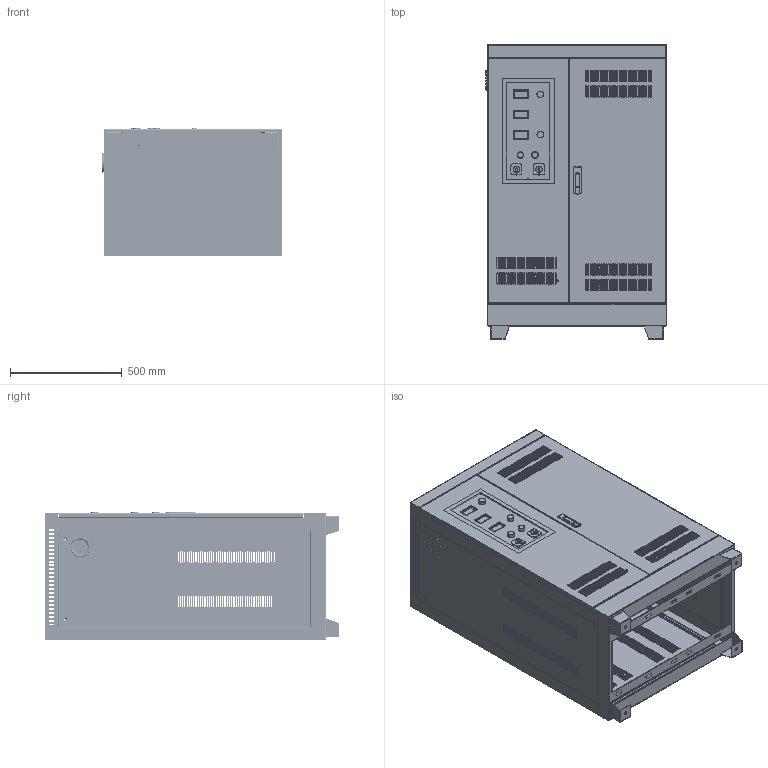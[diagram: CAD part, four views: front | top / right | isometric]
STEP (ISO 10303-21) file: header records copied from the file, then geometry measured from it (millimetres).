
FILE_DESCRIPTION (( 'STEP AP214' ), '1' );
FILE_NAME ('DBW-10~20KVA三维图-202505.STEP', '2025-04-15T03:20:26', ( '万丰电脑' ), ( '电话：0577-62733550' ), 'SwSTEP 2.0', 'SolidWorks 2020', '' );
FILE_SCHEMA (( 'AUTOMOTIVE_DESIGN' ));
Length unit declared in the file: millimetre
Products named in the file (18): 访日表; DBW-10~20K耜啣2; DBW藷坶; DBW-10~20KVA三维图-202505; DBW偌聽綻; 85L17桶芛; DBW硌尨腑蟯; DBW10~20K沺菁褐; DBW-10~20K藷啣; DBW-10~20K耜啣1; 80橡皮塞子; DBW-10~20K耜啣3; DBW-10~20K桶攫; 忒雄羲壽; DBW偌聽; 85L17桶殤; DBW-10~20K藷啣2; DBW-10~20K殤赽
Assembly tree (24 placements, depth 3):
  DBW-10~20KVA三维图-202505
    DBW-10~20K桶攫
    DBW-10~20K耜啣1
    DBW-10~20K耜啣2
    DBW-10~20K耜啣3
    DBW-10~20K藷啣
    DBW-10~20K藷啣2
    DBW-10~20K殤赽
    DBW10~20K沺菁褐  x4
    DBW硌尨腑蟯  x2
    DBW偌聽綻
    DBW偌聽
    访日表  x3
      85L17桶芛
      85L17桶殤
    忒雄羲壽  x2
    80橡皮塞子
    DBW藷坶
Bounding box: 808 x 1320 x 578 mm (x, y, z)
Volume: 8740517.7 mm3; surface area: 10457578.2 mm2
Topology: 39 solids, 42 shells, 5789 faces, 15734 edges, 10187 vertices
Faces by surface type: plane 2893, cylinder 2116, bspline 536, torus 183, cone 61
Entity records: 168033 total; most frequent: CARTESIAN_POINT 42068, ORIENTED_EDGE 25322, DIRECTION 24776, EDGE_CURVE 12661, AXIS2_PLACEMENT_3D 8271, LINE 8234, VECTOR 8234, VERTEX_POINT 8227
